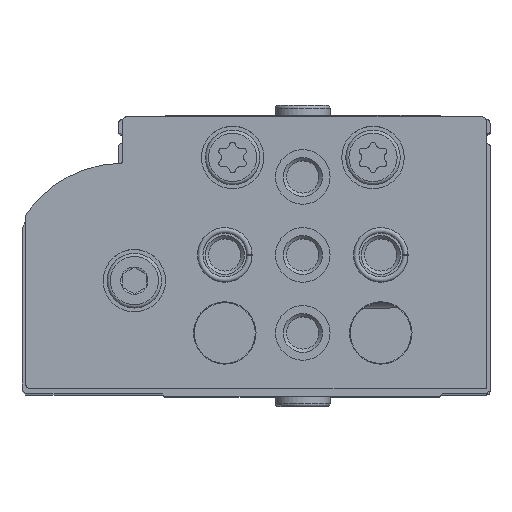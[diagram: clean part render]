
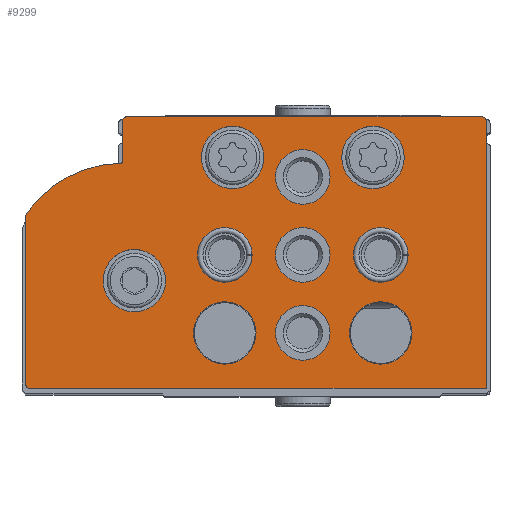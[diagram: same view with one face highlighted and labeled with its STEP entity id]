
A CAD part, top view. The second image highlights one B-rep face of the part: STEP entity #9299.
In plain terms, the highlighted face is planar.
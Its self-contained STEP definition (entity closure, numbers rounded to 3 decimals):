
#936=LINE('',#15821,#1620);
#938=LINE('',#15825,#1622);
#941=LINE('',#15833,#1625);
#946=LINE('',#15849,#1630);
#949=LINE('',#15857,#1633);
#1620=VECTOR('',#12777,1000.);
#1622=VECTOR('',#12781,1000.);
#1625=VECTOR('',#12790,1000.);
#1630=VECTOR('',#12809,1000.);
#1633=VECTOR('',#12818,1000.);
#3496=ORIENTED_EDGE('',*,*,#5193,.T.);
#3497=ORIENTED_EDGE('',*,*,#5194,.T.);
#3498=ORIENTED_EDGE('',*,*,#5195,.T.);
#3499=ORIENTED_EDGE('',*,*,#5196,.T.);
#3500=ORIENTED_EDGE('',*,*,#5197,.T.);
#3501=ORIENTED_EDGE('',*,*,#5198,.T.);
#3502=ORIENTED_EDGE('',*,*,#5199,.T.);
#3503=ORIENTED_EDGE('',*,*,#5200,.T.);
#3504=ORIENTED_EDGE('',*,*,#5201,.T.);
#3505=ORIENTED_EDGE('',*,*,#5202,.T.);
#3506=ORIENTED_EDGE('',*,*,#5170,.F.);
#3507=ORIENTED_EDGE('',*,*,#5191,.F.);
#3508=ORIENTED_EDGE('',*,*,#5189,.F.);
#3509=ORIENTED_EDGE('',*,*,#5187,.F.);
#3510=ORIENTED_EDGE('',*,*,#5185,.T.);
#3511=ORIENTED_EDGE('',*,*,#5183,.F.);
#3512=ORIENTED_EDGE('',*,*,#5181,.F.);
#3513=ORIENTED_EDGE('',*,*,#5179,.F.);
#3514=ORIENTED_EDGE('',*,*,#5177,.F.);
#3515=ORIENTED_EDGE('',*,*,#5175,.F.);
#3516=ORIENTED_EDGE('',*,*,#5173,.F.);
#5170=EDGE_CURVE('',#6198,#6199,#6783,.T.);
#5173=EDGE_CURVE('',#6199,#6200,#936,.T.);
#5175=EDGE_CURVE('',#6200,#6201,#938,.T.);
#5177=EDGE_CURVE('',#6201,#6202,#6784,.T.);
#5179=EDGE_CURVE('',#6202,#6203,#941,.T.);
#5181=EDGE_CURVE('',#6203,#6204,#6785,.T.);
#5183=EDGE_CURVE('',#6204,#6205,#6786,.T.);
#5185=EDGE_CURVE('',#6206,#6205,#6787,.T.);
#5187=EDGE_CURVE('',#6206,#6207,#946,.T.);
#5189=EDGE_CURVE('',#6207,#6208,#6788,.T.);
#5191=EDGE_CURVE('',#6208,#6198,#949,.T.);
#5193=EDGE_CURVE('',#6209,#6209,#6789,.T.);
#5194=EDGE_CURVE('',#6210,#6210,#6790,.T.);
#5195=EDGE_CURVE('',#6211,#6211,#6791,.T.);
#5196=EDGE_CURVE('',#6212,#6212,#6792,.T.);
#5197=EDGE_CURVE('',#6213,#6213,#6793,.T.);
#5198=EDGE_CURVE('',#6214,#6214,#6794,.T.);
#5199=EDGE_CURVE('',#6215,#6215,#6795,.T.);
#5200=EDGE_CURVE('',#6216,#6216,#6796,.T.);
#5201=EDGE_CURVE('',#6217,#6217,#6797,.T.);
#5202=EDGE_CURVE('',#6218,#6218,#6798,.T.);
#6198=VERTEX_POINT('',#15816);
#6199=VERTEX_POINT('',#15817);
#6200=VERTEX_POINT('',#15822);
#6201=VERTEX_POINT('',#15826);
#6202=VERTEX_POINT('',#15830);
#6203=VERTEX_POINT('',#15834);
#6204=VERTEX_POINT('',#15838);
#6205=VERTEX_POINT('',#15842);
#6206=VERTEX_POINT('',#15846);
#6207=VERTEX_POINT('',#15850);
#6208=VERTEX_POINT('',#15854);
#6209=VERTEX_POINT('',#15861);
#6210=VERTEX_POINT('',#15863);
#6211=VERTEX_POINT('',#15865);
#6212=VERTEX_POINT('',#15867);
#6213=VERTEX_POINT('',#15869);
#6214=VERTEX_POINT('',#15871);
#6215=VERTEX_POINT('',#15873);
#6216=VERTEX_POINT('',#15875);
#6217=VERTEX_POINT('',#15877);
#6218=VERTEX_POINT('',#15879);
#6783=CIRCLE('',#10474,0.5);
#6784=CIRCLE('',#10478,0.5);
#6785=CIRCLE('',#10481,1.);
#6786=CIRCLE('',#10483,15.);
#6787=CIRCLE('',#10485,0.3);
#6788=CIRCLE('',#10488,0.5);
#6789=CIRCLE('',#10491,4.);
#6790=CIRCLE('',#10492,4.);
#6791=CIRCLE('',#10493,4.);
#6792=CIRCLE('',#10494,3.5);
#6793=CIRCLE('',#10495,3.5);
#6794=CIRCLE('',#10496,3.5);
#6795=CIRCLE('',#10497,3.5);
#6796=CIRCLE('',#10498,3.5);
#6797=CIRCLE('',#10499,4.);
#6798=CIRCLE('',#10500,4.);
#7486=EDGE_LOOP('',(#3496));
#7487=EDGE_LOOP('',(#3497));
#7488=EDGE_LOOP('',(#3498));
#7489=EDGE_LOOP('',(#3499));
#7490=EDGE_LOOP('',(#3500));
#7491=EDGE_LOOP('',(#3501));
#7492=EDGE_LOOP('',(#3502));
#7493=EDGE_LOOP('',(#3503));
#7494=EDGE_LOOP('',(#3504));
#7495=EDGE_LOOP('',(#3505));
#7496=EDGE_LOOP('',(#3506,#3507,#3508,#3509,#3510,#3511,#3512,#3513,#3514,
#3515,#3516));
#8329=FACE_BOUND('',#7486,.T.);
#8330=FACE_BOUND('',#7487,.T.);
#8331=FACE_BOUND('',#7488,.T.);
#8332=FACE_BOUND('',#7489,.T.);
#8333=FACE_BOUND('',#7490,.T.);
#8334=FACE_BOUND('',#7491,.T.);
#8335=FACE_BOUND('',#7492,.T.);
#8336=FACE_BOUND('',#7493,.T.);
#8337=FACE_BOUND('',#7494,.T.);
#8338=FACE_BOUND('',#7495,.T.);
#8339=FACE_BOUND('',#7496,.T.);
#8855=PLANE('',#10490);
#9299=ADVANCED_FACE('',(#8329,#8330,#8331,#8332,#8333,#8334,#8335,#8336,
#8337,#8338,#8339),#8855,.F.);
#10474=AXIS2_PLACEMENT_3D('',#15815,#12771,#12772);
#10478=AXIS2_PLACEMENT_3D('',#15829,#12785,#12786);
#10481=AXIS2_PLACEMENT_3D('',#15837,#12794,#12795);
#10483=AXIS2_PLACEMENT_3D('',#15841,#12799,#12800);
#10485=AXIS2_PLACEMENT_3D('',#15845,#12804,#12805);
#10488=AXIS2_PLACEMENT_3D('',#15853,#12813,#12814);
#10490=AXIS2_PLACEMENT_3D('',#15859,#12820,#12821);
#10491=AXIS2_PLACEMENT_3D('',#15860,#12822,#12823);
#10492=AXIS2_PLACEMENT_3D('',#15862,#12824,#12825);
#10493=AXIS2_PLACEMENT_3D('',#15864,#12826,#12827);
#10494=AXIS2_PLACEMENT_3D('',#15866,#12828,#12829);
#10495=AXIS2_PLACEMENT_3D('',#15868,#12830,#12831);
#10496=AXIS2_PLACEMENT_3D('',#15870,#12832,#12833);
#10497=AXIS2_PLACEMENT_3D('',#15872,#12834,#12835);
#10498=AXIS2_PLACEMENT_3D('',#15874,#12836,#12837);
#10499=AXIS2_PLACEMENT_3D('',#15876,#12838,#12839);
#10500=AXIS2_PLACEMENT_3D('',#15878,#12840,#12841);
#12771=DIRECTION('',(0.,0.,1.));
#12772=DIRECTION('',(1.,0.,0.));
#12777=DIRECTION('',(0.,-1.,0.));
#12781=DIRECTION('',(1.,0.,0.));
#12785=DIRECTION('',(0.,0.,1.));
#12786=DIRECTION('',(1.,0.,0.));
#12790=DIRECTION('',(0.,1.,0.));
#12794=DIRECTION('',(0.,0.,1.));
#12795=DIRECTION('',(1.,0.,0.));
#12799=DIRECTION('',(0.,0.,1.));
#12800=DIRECTION('',(1.,0.,0.));
#12804=DIRECTION('',(0.,0.,1.));
#12805=DIRECTION('',(1.,0.,0.));
#12809=DIRECTION('',(0.,1.,0.));
#12813=DIRECTION('',(0.,0.,1.));
#12814=DIRECTION('',(1.,0.,0.));
#12818=DIRECTION('',(-1.,0.,0.));
#12820=DIRECTION('',(0.,0.,1.));
#12821=DIRECTION('',(1.,0.,0.));
#12822=DIRECTION('',(0.,0.,1.));
#12823=DIRECTION('',(1.,0.,0.));
#12824=DIRECTION('',(0.,0.,1.));
#12825=DIRECTION('',(1.,0.,0.));
#12826=DIRECTION('',(0.,0.,1.));
#12827=DIRECTION('',(1.,0.,0.));
#12828=DIRECTION('',(0.,0.,1.));
#12829=DIRECTION('',(1.,0.,0.));
#12830=DIRECTION('',(0.,0.,1.));
#12831=DIRECTION('',(1.,0.,0.));
#12832=DIRECTION('',(0.,0.,1.));
#12833=DIRECTION('',(1.,0.,0.));
#12834=DIRECTION('',(0.,0.,1.));
#12835=DIRECTION('',(1.,0.,0.));
#12836=DIRECTION('',(0.,0.,1.));
#12837=DIRECTION('',(1.,0.,0.));
#12838=DIRECTION('',(0.,0.,1.));
#12839=DIRECTION('',(1.,0.,0.));
#12840=DIRECTION('',(0.,0.,1.));
#12841=DIRECTION('',(1.,0.,0.));
#15815=CARTESIAN_POINT('',(0.5,34.3,0.));
#15816=CARTESIAN_POINT('',(0.5,34.8,0.));
#15817=CARTESIAN_POINT('',(0.,34.3,0.));
#15821=CARTESIAN_POINT('',(0.,34.3,0.));
#15822=CARTESIAN_POINT('',(0.,0.,0.));
#15825=CARTESIAN_POINT('',(0.,0.,0.));
#15826=CARTESIAN_POINT('',(58.5,0.,0.));
#15829=CARTESIAN_POINT('',(58.5,0.5,0.));
#15830=CARTESIAN_POINT('',(59.,0.5,0.));
#15833=CARTESIAN_POINT('',(59.,0.5,0.));
#15834=CARTESIAN_POINT('',(59.,21.976,0.));
#15837=CARTESIAN_POINT('',(58.,21.976,0.));
#15838=CARTESIAN_POINT('',(58.814,22.557,0.));
#15841=CARTESIAN_POINT('',(46.6,13.85,0.));
#15842=CARTESIAN_POINT('',(46.894,28.847,0.));
#15845=CARTESIAN_POINT('',(46.9,29.147,0.));
#15846=CARTESIAN_POINT('',(46.6,29.147,0.));
#15849=CARTESIAN_POINT('',(46.6,29.147,0.));
#15850=CARTESIAN_POINT('',(46.6,34.3,0.));
#15853=CARTESIAN_POINT('',(46.1,34.3,0.));
#15854=CARTESIAN_POINT('',(46.1,34.8,0.));
#15857=CARTESIAN_POINT('',(46.1,34.8,0.));
#15859=CARTESIAN_POINT('',(0.5,34.3,0.));
#15860=CARTESIAN_POINT('',(45.1,13.8,0.));
#15861=CARTESIAN_POINT('',(49.1,13.8,0.));
#15862=CARTESIAN_POINT('',(32.5,29.6,0.));
#15863=CARTESIAN_POINT('',(36.5,29.6,0.));
#15864=CARTESIAN_POINT('',(14.5,29.6,0.));
#15865=CARTESIAN_POINT('',(18.5,29.6,0.));
#15866=CARTESIAN_POINT('',(23.5,27.1,0.));
#15867=CARTESIAN_POINT('',(27.,27.1,0.));
#15868=CARTESIAN_POINT('',(33.5,17.1,0.));
#15869=CARTESIAN_POINT('',(37.,17.1,0.));
#15870=CARTESIAN_POINT('',(23.5,17.1,0.));
#15871=CARTESIAN_POINT('',(27.,17.1,0.));
#15872=CARTESIAN_POINT('',(13.5,17.1,0.));
#15873=CARTESIAN_POINT('',(17.,17.1,0.));
#15874=CARTESIAN_POINT('',(23.5,7.1,0.));
#15875=CARTESIAN_POINT('',(27.,7.1,0.));
#15876=CARTESIAN_POINT('',(33.5,7.1,0.));
#15877=CARTESIAN_POINT('',(37.5,7.1,0.));
#15878=CARTESIAN_POINT('',(13.5,7.1,0.));
#15879=CARTESIAN_POINT('',(17.5,7.1,0.));
